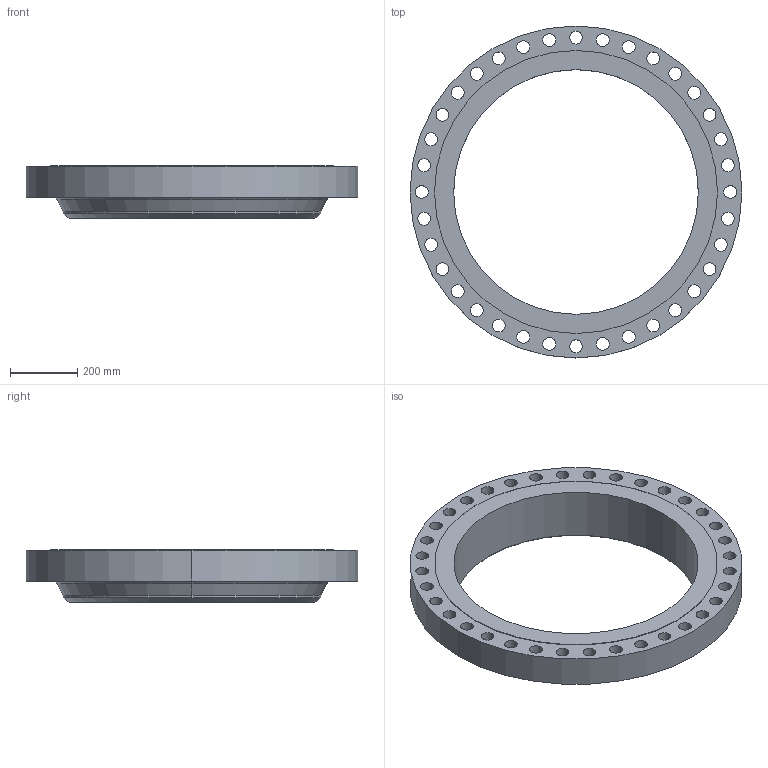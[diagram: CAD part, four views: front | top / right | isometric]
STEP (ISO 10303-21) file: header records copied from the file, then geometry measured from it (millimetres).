
FILE_DESCRIPTION (( 'STEP AP203' ), '1' );
FILE_NAME ('30_300_B1647B_RF_WNF_OB_S30.STEP', '2024-01-18T02:36:10', ( '' ), ( '' ), 'SwSTEP 2.0', 'SolidWorks 2023', '' );
FILE_SCHEMA (( 'CONFIG_CONTROL_DESIGN' ));
Length unit declared in the file: inch
Products named in the file (1): 30_300_B1647B_RF_WNF_OB_S30
Bounding box: 990.6 x 990.6 x 157.16 mm (x, y, z)
Volume: 32617998.2 mm3; surface area: 1758175.8 mm2
Topology: 1 solids, 1 shells, 90 faces, 252 edges, 166 vertices
Faces by surface type: cylinder 80, cone 4, plane 4, torus 2
Entity records: 3223 total; most frequent: DIRECTION 602, CARTESIAN_POINT 509, ORIENTED_EDGE 504, AXIS2_PLACEMENT_3D 259, EDGE_CURVE 252, CIRCLE 168, VERTEX_POINT 166, EDGE_LOOP 166
